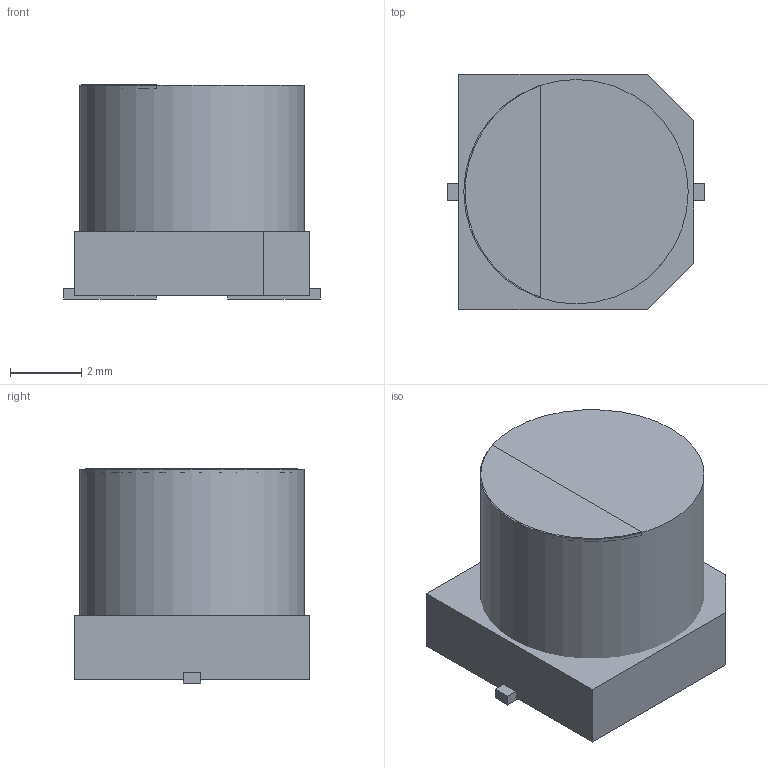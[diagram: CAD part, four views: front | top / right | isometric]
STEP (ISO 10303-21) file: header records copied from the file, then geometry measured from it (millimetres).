
FILE_DESCRIPTION(('HOOPS Exchange Step'),'2;1');
FILE_NAME('temp_export.step','2021-01-21T20:13:36+16:00',('mobile'),('Shapr3D Limited'),'HOOPS Exchange 2020.2','Shapr3D','Authorized');
FILE_SCHEMA( ('AP203_CONFIGURATION_CONTROLLED_3D_DESIGN_OF_MECHANICAL_PARTS_AND_ASSEMBLIES_MIM_LF') );
Length unit declared in the file: millimetre
Products named in the file (1): temp_export.x_b
Bounding box: 7.2 x 6.6 x 6.01 mm (x, y, z)
Volume: 257.9 mm3; surface area: 334.4 mm2
Topology: 5 solids, 5 shells, 27 faces, 53 edges, 36 vertices
Faces by surface type: plane 25, cylinder 2
Full cylindrical faces by diameter (mm): 6.3 x1
Entity records: 738 total; most frequent: CARTESIAN_POINT 117, DIRECTION 115, ORIENTED_EDGE 106, EDGE_CURVE 53, VECTOR 47, LINE 47, VERTEX_POINT 36, AXIS2_PLACEMENT_3D 34
